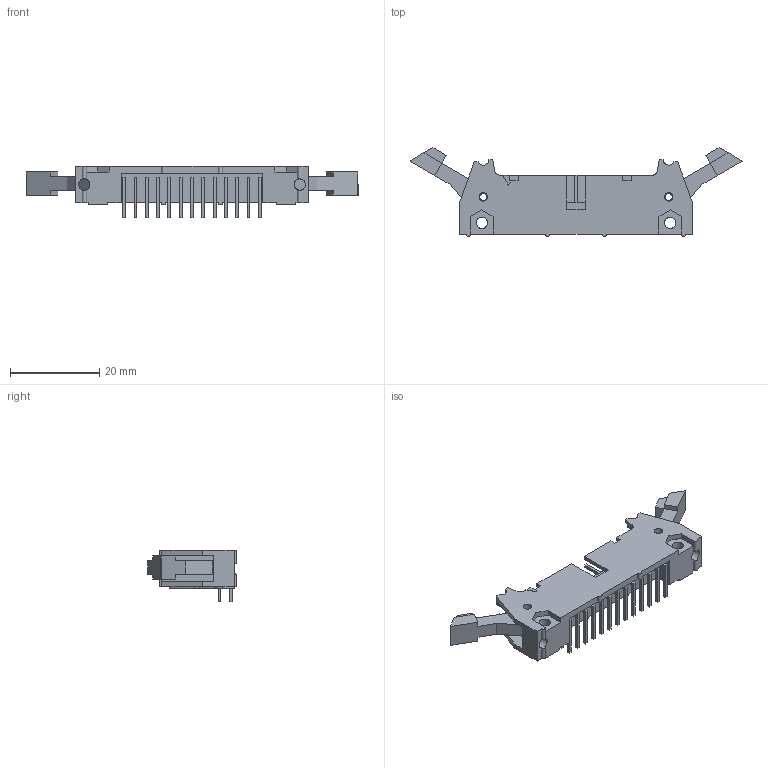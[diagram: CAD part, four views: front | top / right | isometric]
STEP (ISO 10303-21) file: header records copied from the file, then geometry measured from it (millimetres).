
FILE_DESCRIPTION(/* description */ (''),/* implementation_level */ '2;1');
FILE_NAME(/* name */ '3M_N3429-5302RB.stp',/* time_stamp */ '2016-02-23T17:18:00+01:00',/* author */ ('riccim'),/* organization */ (''),/* preprocessor_version */ 'ST-DEVELOPER v15.5',/* originating_system */ 'AutoCAD Mechanical',/* authorisation */ '');
FILE_SCHEMA (('AUTOMOTIVE_DESIGN { 1 0 10303 214 3 1 1 }'));
Length unit declared in the file: millimetre
Products named in the file (1): Product
Bounding box: 74.57 x 19.96 x 11.48 mm (x, y, z)
Volume: 3374.4 mm3; surface area: 5448.2 mm2
Topology: 55 solids, 55 shells, 555 faces, 1363 edges, 916 vertices
Faces by surface type: plane 509, cylinder 46
Full cylindrical faces by diameter (mm): 1.575 x2, 1.905 x4, 2.54 x4
Entity records: 17981 total; most frequent: CARTESIAN_POINT 5617, ORIENTED_EDGE 2706, DIRECTION 2066, EDGE_CURVE 1353, VERTEX_POINT 916, LINE 898, VECTOR 898, AXIS2_PLACEMENT_3D 584
